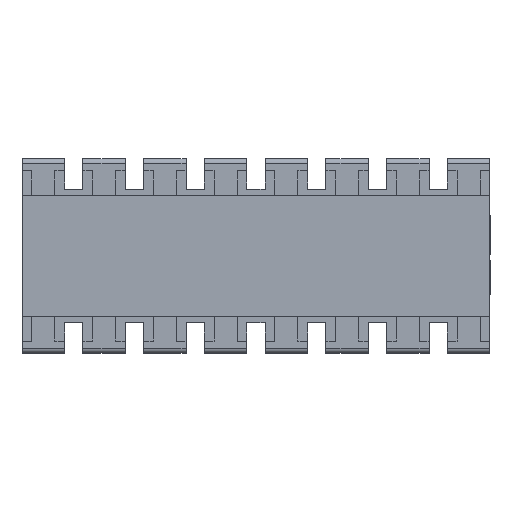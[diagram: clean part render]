
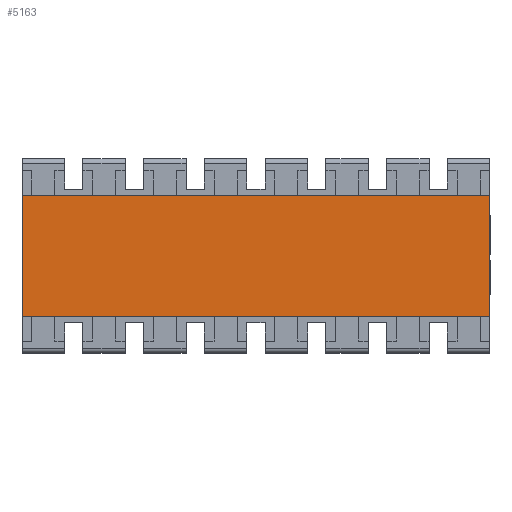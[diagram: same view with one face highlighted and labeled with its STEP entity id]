
A CAD part, top view. The second image highlights one B-rep face of the part: STEP entity #5163.
In plain terms, the highlighted planar face has unit normal (0, 0, 1).
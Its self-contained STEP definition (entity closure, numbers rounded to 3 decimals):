
#222 = LINE ( 'NONE', #24100, #11162 ) ;
#482 = DIRECTION ( 'NONE',  ( 0., 1., 0. ) ) ;
#1760 = DIRECTION ( 'NONE',  ( -1., 0., 0. ) ) ;
#2422 = VECTOR ( 'NONE', #482, 1000. ) ;
#2594 = LINE ( 'NONE', #23076, #20383 ) ;
#4382 = LINE ( 'NONE', #18425, #2422 ) ;
#4698 = EDGE_CURVE ( 'NONE', #17008, #12066, #12530, .T. ) ;
#5163 = ADVANCED_FACE ( 'NONE', ( #23333 ), #23820, .F. ) ;
#5779 = EDGE_LOOP ( 'NONE', ( #6944, #10435, #20344, #15818 ) ) ;
#6944 = ORIENTED_EDGE ( 'NONE', *, *, #20686, .T. ) ;
#7758 = VERTEX_POINT ( 'NONE', #15363 ) ;
#9336 = EDGE_CURVE ( 'NONE', #7758, #17008, #222, .T. ) ;
#9404 = DIRECTION ( 'NONE',  ( 0., 0., -1. ) ) ;
#9965 = VERTEX_POINT ( 'NONE', #21472 ) ;
#10435 = ORIENTED_EDGE ( 'NONE', *, *, #23331, .T. ) ;
#10707 = CARTESIAN_POINT ( 'NONE',  ( -1.925, -0.5, 0.08 ) ) ;
#10880 = DIRECTION ( 'NONE',  ( -1., 0., 0. ) ) ;
#11162 = VECTOR ( 'NONE', #20008, 1000. ) ;
#11492 = CARTESIAN_POINT ( 'NONE',  ( 0., 0., 0.08 ) ) ;
#11988 = VECTOR ( 'NONE', #16934, 1000. ) ;
#12066 = VERTEX_POINT ( 'NONE', #16986 ) ;
#12530 = LINE ( 'NONE', #10707, #11988 ) ;
#15363 = CARTESIAN_POINT ( 'NONE',  ( -1.925, 0.5, 0.08 ) ) ;
#15818 = ORIENTED_EDGE ( 'NONE', *, *, #4698, .T. ) ;
#16934 = DIRECTION ( 'NONE',  ( 1., 0., 0. ) ) ;
#16986 = CARTESIAN_POINT ( 'NONE',  ( 1.925, -0.5, 0.08 ) ) ;
#17008 = VERTEX_POINT ( 'NONE', #23747 ) ;
#18425 = CARTESIAN_POINT ( 'NONE',  ( 1.925, -0.5, 0.08 ) ) ;
#20008 = DIRECTION ( 'NONE',  ( 0., -1., 0. ) ) ;
#20344 = ORIENTED_EDGE ( 'NONE', *, *, #9336, .T. ) ;
#20383 = VECTOR ( 'NONE', #10880, 1000. ) ;
#20686 = EDGE_CURVE ( 'NONE', #12066, #9965, #4382, .T. ) ;
#21472 = CARTESIAN_POINT ( 'NONE',  ( 1.925, 0.5, 0.08 ) ) ;
#22811 = AXIS2_PLACEMENT_3D ( 'NONE', #11492, #9404, #1760 ) ;
#23076 = CARTESIAN_POINT ( 'NONE',  ( -1.925, 0.5, 0.08 ) ) ;
#23331 = EDGE_CURVE ( 'NONE', #9965, #7758, #2594, .T. ) ;
#23333 = FACE_OUTER_BOUND ( 'NONE', #5779, .T. ) ;
#23747 = CARTESIAN_POINT ( 'NONE',  ( -1.925, -0.5, 0.08 ) ) ;
#23820 = PLANE ( 'NONE',  #22811 ) ;
#24100 = CARTESIAN_POINT ( 'NONE',  ( -1.925, -0.5, 0.08 ) ) ;
